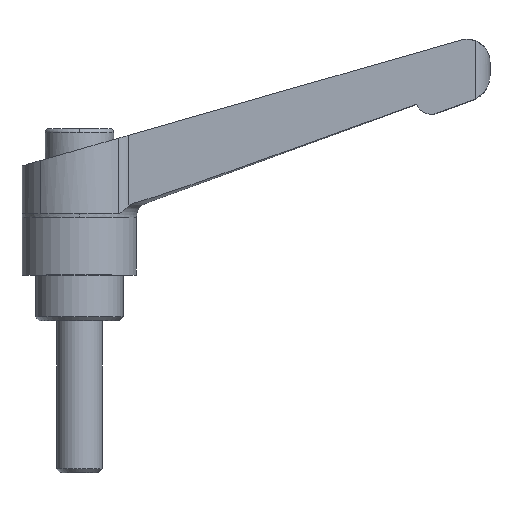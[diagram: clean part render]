
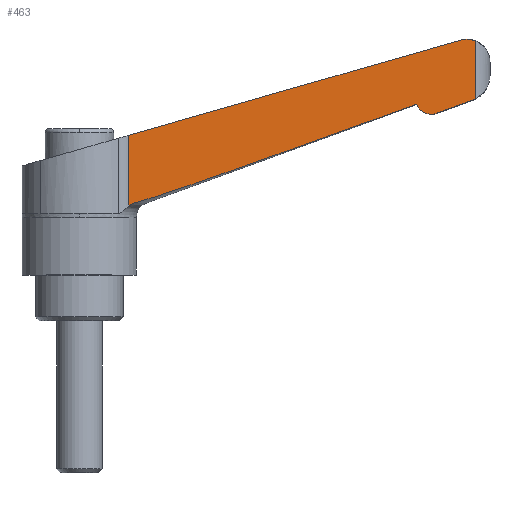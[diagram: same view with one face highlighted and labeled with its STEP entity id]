
A CAD part, top view. The second image highlights one B-rep face of the part: STEP entity #463.
In plain terms, the highlighted planar face has unit normal (0.035, 0, 0.999).
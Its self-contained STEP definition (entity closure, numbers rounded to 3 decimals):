
#353 = EDGE_CURVE( '', #521, #709, #849, .T. );
#387 = EDGE_CURVE( '', #719, #521, #888, .T. );
#397 = VERTEX_POINT( '', #898 );
#415 = EDGE_CURVE( '', #493, #397, #918, .T. );
#419 = EDGE_CURVE( '', #593, #397, #923, .T. );
#437 = EDGE_CURVE( '', #543, #727, #944, .T. );
#463 = ADVANCED_FACE( '', ( #973 ), #974, .F. );
#487 = EDGE_CURVE( '', #607, #719, #999, .T. );
#493 = VERTEX_POINT( '', #1005 );
#507 = EDGE_CURVE( '', #493, #543, #1019, .T. );
#521 = VERTEX_POINT( '', #1035 );
#543 = VERTEX_POINT( '', #1058 );
#561 = EDGE_CURVE( '', #727, #607, #1076, .T. );
#593 = VERTEX_POINT( '', #1112 );
#607 = VERTEX_POINT( '', #1126 );
#621 = EDGE_CURVE( '', #593, #709, #1142, .T. );
#709 = VERTEX_POINT( '', #1243 );
#719 = VERTEX_POINT( '', #1254 );
#727 = VERTEX_POINT( '', #1262 );
#849 = LINE( '', #1444, #1445 );
#888 = B_SPLINE_CURVE_WITH_KNOTS( '', 3, ( #1506, #1507, #1508, #1509, #1510, #1511, #1512, #1513 ), .UNSPECIFIED., .F., .F., ( 4, 2, 2, 4 ), ( 7.975, 8.312, 9.233, 9.742 ), .UNSPECIFIED. );
#898 = CARTESIAN_POINT( '', ( 104.291, 73.487, 6.753 ) );
#918 = LINE( '', #1550, #1551 );
#923 = B_SPLINE_CURVE_WITH_KNOTS( '', 3, ( #1557, #1558, #1559, #1560, #1561, #1562, #1563, #1564, #1565, #1566, #1567, #1568, #1569, #1570, #1571, #1572, #1573, #1574 ), .UNSPECIFIED., .F., .F., ( 4, 2, 2, 2, 2, 2, 2, 2, 4 ), ( 25.151, 25.61, 26.169, 26.728, 27.288, 27.847, 28.406, 28.965, 29.191 ), .UNSPECIFIED. );
#944 = ( B_SPLINE_CURVE( 2, ( #1599, #1600, #1601 ), .UNSPECIFIED., .F., .F. )B_SPLINE_CURVE_WITH_KNOTS( ( 3, 3 ), ( 0., 9.911 ), .UNSPECIFIED. )RATIONAL_B_SPLINE_CURVE( ( 1., 1.001, 1. ) )BOUNDED_CURVE(  )REPRESENTATION_ITEM( '' )GEOMETRIC_REPRESENTATION_ITEM(  )CURVE(  ) );
#973 = FACE_OUTER_BOUND( '', #1647, .T. );
#974 = PLANE( '', #1648 );
#999 = ( B_SPLINE_CURVE( 2, ( #1694, #1695, #1696 ), .UNSPECIFIED., .F., .F. )B_SPLINE_CURVE_WITH_KNOTS( ( 3, 3 ), ( 0., 78.568 ), .UNSPECIFIED. )RATIONAL_B_SPLINE_CURVE( ( 1., 1.391, 1. ) )BOUNDED_CURVE(  )REPRESENTATION_ITEM( '' )GEOMETRIC_REPRESENTATION_ITEM(  )CURVE(  ) );
#1005 = CARTESIAN_POINT( '', ( 104.291, 58.438, 6.753 ) );
#1019 = B_SPLINE_CURVE_WITH_KNOTS( '', 3, ( #1782, #1783, #1784, #1785, #1786, #1787, #1788, #1789 ), .UNSPECIFIED., .F., .F., ( 4, 2, 2, 4 ), ( 6.899, 7.133, 7.783, 8.089 ), .UNSPECIFIED. );
#1035 = CARTESIAN_POINT( '', ( 12.916, 30.152, 9.944 ) );
#1058 = CARTESIAN_POINT( '', ( 103.17, 57.916, 6.792 ) );
#1076 = B_SPLINE_CURVE_WITH_KNOTS( '', 3, ( #1881, #1882, #1883, #1884, #1885, #1886, #1887, #1888, #1889, #1890, #1891, #1892, #1893, #1894, #1895, #1896, #1897, #1898, #1899, #1900 ), .UNSPECIFIED., .F., .F., ( 4, 2, 2, 2, 2, 2, 2, 2, 2, 4 ), ( 4.624, 5.195, 5.942, 6.689, 7.435, 8.18, 8.925, 9.666, 10.408, 10.575 ), .UNSPECIFIED. );
#1112 = CARTESIAN_POINT( '', ( 100.973, 73.985, 6.869 ) );
#1126 = CARTESIAN_POINT( '', ( 88.699, 56.934, 7.298 ) );
#1142 = LINE( '', #2001, #2002 );
#1243 = CARTESIAN_POINT( '', ( 12.916, 48.734, 9.944 ) );
#1254 = CARTESIAN_POINT( '', ( 14.599, 30.958, 9.885 ) );
#1262 = CARTESIAN_POINT( '', ( 93.856, 54.543, 7.118 ) );
#1444 = CARTESIAN_POINT( '', ( 12.916, 0., 9.944 ) );
#1445 = VECTOR( '', #2295, 1. );
#1506 = CARTESIAN_POINT( '', ( 14.599, 30.958, 9.885 ) );
#1507 = CARTESIAN_POINT( '', ( 14.486, 30.925, 9.889 ) );
#1508 = CARTESIAN_POINT( '', ( 14.376, 30.889, 9.893 ) );
#1509 = CARTESIAN_POINT( '', ( 13.981, 30.747, 9.907 ) );
#1510 = CARTESIAN_POINT( '', ( 13.673, 30.61, 9.918 ) );
#1511 = CARTESIAN_POINT( '', ( 13.22, 30.354, 9.933 ) );
#1512 = CARTESIAN_POINT( '', ( 13.063, 30.256, 9.939 ) );
#1513 = CARTESIAN_POINT( '', ( 12.916, 30.152, 9.944 ) );
#1550 = CARTESIAN_POINT( '', ( 104.291, 0., 6.753 ) );
#1551 = VECTOR( '', #2379, 1. );
#1557 = CARTESIAN_POINT( '', ( 100.108, 73.805, 6.899 ) );
#1558 = CARTESIAN_POINT( '', ( 100.266, 73.85, 6.894 ) );
#1559 = CARTESIAN_POINT( '', ( 100.428, 73.89, 6.888 ) );
#1560 = CARTESIAN_POINT( '', ( 100.79, 73.962, 6.875 ) );
#1561 = CARTESIAN_POINT( '', ( 100.992, 73.991, 6.868 ) );
#1562 = CARTESIAN_POINT( '', ( 101.388, 74.029, 6.855 ) );
#1563 = CARTESIAN_POINT( '', ( 101.583, 74.038, 6.848 ) );
#1564 = CARTESIAN_POINT( '', ( 101.956, 74.038, 6.835 ) );
#1565 = CARTESIAN_POINT( '', ( 102.15, 74.029, 6.828 ) );
#1566 = CARTESIAN_POINT( '', ( 102.547, 73.991, 6.814 ) );
#1567 = CARTESIAN_POINT( '', ( 102.748, 73.962, 6.807 ) );
#1568 = CARTESIAN_POINT( '', ( 103.146, 73.883, 6.793 ) );
#1569 = CARTESIAN_POINT( '', ( 103.344, 73.833, 6.786 ) );
#1570 = CARTESIAN_POINT( '', ( 103.724, 73.717, 6.773 ) );
#1571 = CARTESIAN_POINT( '', ( 103.908, 73.65, 6.767 ) );
#1572 = CARTESIAN_POINT( '', ( 104.15, 73.551, 6.758 ) );
#1573 = CARTESIAN_POINT( '', ( 104.22, 73.52, 6.756 ) );
#1574 = CARTESIAN_POINT( '', ( 104.291, 73.487, 6.753 ) );
#1599 = CARTESIAN_POINT( '', ( 103.17, 57.916, 6.792 ) );
#1600 = CARTESIAN_POINT( '', ( 98.295, 56.15, 6.963 ) );
#1601 = CARTESIAN_POINT( '', ( 93.856, 54.543, 7.118 ) );
#1647 = EDGE_LOOP( '', ( #2464, #2465, #2466, #2467, #2468, #2469, #2470, #2471, #2472 ) );
#1648 = AXIS2_PLACEMENT_3D( '', #2473, #2474, #2475 );
#1694 = CARTESIAN_POINT( '', ( 88.699, 56.934, 7.298 ) );
#1695 = CARTESIAN_POINT( '', ( 26.851, 34.563, 9.457 ) );
#1696 = CARTESIAN_POINT( '', ( 14.599, 30.958, 9.885 ) );
#1782 = CARTESIAN_POINT( '', ( 104.291, 58.438, 6.753 ) );
#1783 = CARTESIAN_POINT( '', ( 104.218, 58.396, 6.756 ) );
#1784 = CARTESIAN_POINT( '', ( 104.145, 58.355, 6.758 ) );
#1785 = CARTESIAN_POINT( '', ( 103.867, 58.208, 6.768 ) );
#1786 = CARTESIAN_POINT( '', ( 103.661, 58.112, 6.775 ) );
#1787 = CARTESIAN_POINT( '', ( 103.366, 57.99, 6.785 ) );
#1788 = CARTESIAN_POINT( '', ( 103.269, 57.952, 6.789 ) );
#1789 = CARTESIAN_POINT( '', ( 103.17, 57.916, 6.792 ) );
#1881 = CARTESIAN_POINT( '', ( 93.856, 54.543, 7.118 ) );
#1882 = CARTESIAN_POINT( '', ( 93.671, 54.476, 7.124 ) );
#1883 = CARTESIAN_POINT( '', ( 93.47, 54.419, 7.131 ) );
#1884 = CARTESIAN_POINT( '', ( 93.001, 54.326, 7.147 ) );
#1885 = CARTESIAN_POINT( '', ( 92.729, 54.302, 7.157 ) );
#1886 = CARTESIAN_POINT( '', ( 92.232, 54.302, 7.174 ) );
#1887 = CARTESIAN_POINT( '', ( 91.96, 54.326, 7.184 ) );
#1888 = CARTESIAN_POINT( '', ( 91.428, 54.432, 7.202 ) );
#1889 = CARTESIAN_POINT( '', ( 91.167, 54.513, 7.211 ) );
#1890 = CARTESIAN_POINT( '', ( 90.708, 54.702, 7.228 ) );
#1891 = CARTESIAN_POINT( '', ( 90.467, 54.828, 7.236 ) );
#1892 = CARTESIAN_POINT( '', ( 90.017, 55.128, 7.252 ) );
#1893 = CARTESIAN_POINT( '', ( 89.807, 55.302, 7.259 ) );
#1894 = CARTESIAN_POINT( '', ( 89.457, 55.652, 7.271 ) );
#1895 = CARTESIAN_POINT( '', ( 89.283, 55.859, 7.277 ) );
#1896 = CARTESIAN_POINT( '', ( 88.982, 56.307, 7.288 ) );
#1897 = CARTESIAN_POINT( '', ( 88.856, 56.547, 7.292 ) );
#1898 = CARTESIAN_POINT( '', ( 88.74, 56.826, 7.296 ) );
#1899 = CARTESIAN_POINT( '', ( 88.719, 56.879, 7.297 ) );
#1900 = CARTESIAN_POINT( '', ( 88.699, 56.934, 7.298 ) );
#2001 = CARTESIAN_POINT( '', ( -8.298, 42.65, 10.685 ) );
#2002 = VECTOR( '', #2646, 1. );
#2295 = DIRECTION( '', ( 0., 1., 0. ) );
#2379 = DIRECTION( '', ( 0., 1., 0. ) );
#2464 = ORIENTED_EDGE( '', *, *, #621, .T. );
#2465 = ORIENTED_EDGE( '', *, *, #353, .F. );
#2466 = ORIENTED_EDGE( '', *, *, #387, .F. );
#2467 = ORIENTED_EDGE( '', *, *, #487, .F. );
#2468 = ORIENTED_EDGE( '', *, *, #561, .F. );
#2469 = ORIENTED_EDGE( '', *, *, #437, .F. );
#2470 = ORIENTED_EDGE( '', *, *, #507, .F. );
#2471 = ORIENTED_EDGE( '', *, *, #415, .T. );
#2472 = ORIENTED_EDGE( '', *, *, #419, .F. );
#2473 = CARTESIAN_POINT( '', ( 12.916, 0., 9.944 ) );
#2474 = DIRECTION( '', ( -0.035, 0., -0.999 ) );
#2475 = DIRECTION( '', ( -0.999, 0., 0.035 ) );
#2646 = DIRECTION( '', ( -0.961, -0.275, 0.034 ) );
